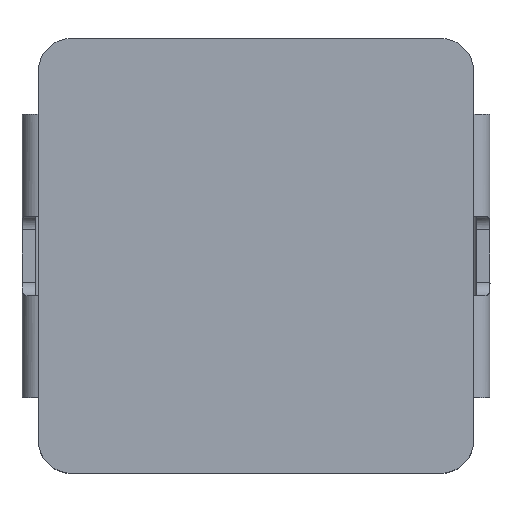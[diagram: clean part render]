
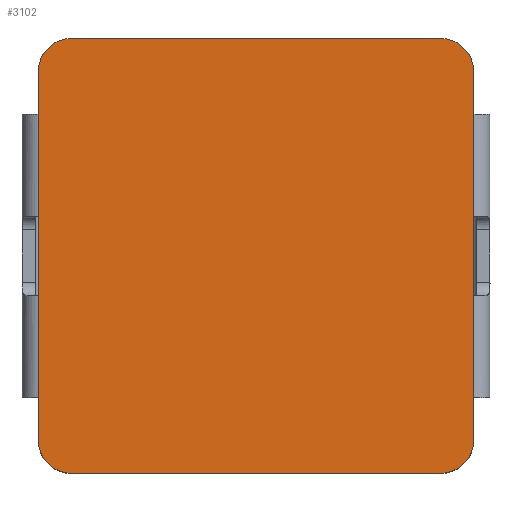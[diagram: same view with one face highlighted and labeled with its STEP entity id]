
A CAD part, top view. The second image highlights one B-rep face of the part: STEP entity #3102.
In plain terms, the highlighted face is planar.
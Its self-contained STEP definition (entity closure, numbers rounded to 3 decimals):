
#2792 = EDGE_CURVE('',#2793,#2795,#2797,.T.);
#2793 = VERTEX_POINT('',#2794);
#2794 = CARTESIAN_POINT('',(3.3,-2.8,-1.4));
#2795 = VERTEX_POINT('',#2796);
#2796 = CARTESIAN_POINT('',(3.3,2.8,-1.4));
#2797 = LINE('',#2798,#2799);
#2798 = CARTESIAN_POINT('',(3.3,-2.8,-1.4));
#2799 = VECTOR('',#2800,1.);
#2800 = DIRECTION('',(0.,1.,0.));
#2823 = EDGE_CURVE('',#2795,#2824,#2826,.T.);
#2824 = VERTEX_POINT('',#2825);
#2825 = CARTESIAN_POINT('',(2.8,3.3,-1.4));
#2826 = CIRCLE('',#2827,0.5);
#2827 = AXIS2_PLACEMENT_3D('',#2828,#2829,#2830);
#2828 = CARTESIAN_POINT('',(2.8,2.8,-1.4));
#2829 = DIRECTION('',(0.,-0.,1.));
#2830 = DIRECTION('',(0.,1.,0.));
#2867 = EDGE_CURVE('',#2824,#2868,#2870,.T.);
#2868 = VERTEX_POINT('',#2869);
#2869 = CARTESIAN_POINT('',(-2.8,3.3,-1.4));
#2870 = LINE('',#2871,#2872);
#2871 = CARTESIAN_POINT('',(2.8,3.3,-1.4));
#2872 = VECTOR('',#2873,1.);
#2873 = DIRECTION('',(-1.,0.,0.));
#2931 = EDGE_CURVE('',#2868,#2932,#2934,.T.);
#2932 = VERTEX_POINT('',#2933);
#2933 = CARTESIAN_POINT('',(-3.3,2.8,-1.4));
#2934 = CIRCLE('',#2935,0.5);
#2935 = AXIS2_PLACEMENT_3D('',#2936,#2937,#2938);
#2936 = CARTESIAN_POINT('',(-2.8,2.8,-1.4));
#2937 = DIRECTION('',(0.,-0.,1.));
#2938 = DIRECTION('',(0.,1.,0.));
#2956 = EDGE_CURVE('',#2932,#2957,#2959,.T.);
#2957 = VERTEX_POINT('',#2958);
#2958 = CARTESIAN_POINT('',(-3.3,-2.8,-1.4));
#2959 = LINE('',#2960,#2961);
#2960 = CARTESIAN_POINT('',(-3.3,2.8,-1.4));
#2961 = VECTOR('',#2962,1.);
#2962 = DIRECTION('',(0.,-1.,0.));
#2980 = EDGE_CURVE('',#2957,#2981,#2983,.T.);
#2981 = VERTEX_POINT('',#2982);
#2982 = CARTESIAN_POINT('',(-2.8,-3.3,-1.4));
#2983 = CIRCLE('',#2984,0.5);
#2984 = AXIS2_PLACEMENT_3D('',#2985,#2986,#2987);
#2985 = CARTESIAN_POINT('',(-2.8,-2.8,-1.4));
#2986 = DIRECTION('',(0.,-0.,1.));
#2987 = DIRECTION('',(0.,1.,0.));
#3066 = EDGE_CURVE('',#2981,#3067,#3069,.T.);
#3067 = VERTEX_POINT('',#3068);
#3068 = CARTESIAN_POINT('',(2.8,-3.3,-1.4));
#3069 = LINE('',#3070,#3071);
#3070 = CARTESIAN_POINT('',(-2.8,-3.3,-1.4));
#3071 = VECTOR('',#3072,1.);
#3072 = DIRECTION('',(1.,0.,0.));
#3088 = EDGE_CURVE('',#3067,#2793,#3089,.T.);
#3089 = CIRCLE('',#3090,0.5);
#3090 = AXIS2_PLACEMENT_3D('',#3091,#3092,#3093);
#3091 = CARTESIAN_POINT('',(2.8,-2.8,-1.4));
#3092 = DIRECTION('',(0.,-0.,1.));
#3093 = DIRECTION('',(0.,1.,0.));
#3102 = ADVANCED_FACE('',(#3103),#3113,.F.);
#3103 = FACE_BOUND('',#3104,.T.);
#3104 = EDGE_LOOP('',(#3105,#3106,#3107,#3108,#3109,#3110,#3111,#3112));
#3105 = ORIENTED_EDGE('',*,*,#2792,.F.);
#3106 = ORIENTED_EDGE('',*,*,#3088,.F.);
#3107 = ORIENTED_EDGE('',*,*,#3066,.F.);
#3108 = ORIENTED_EDGE('',*,*,#2980,.F.);
#3109 = ORIENTED_EDGE('',*,*,#2956,.F.);
#3110 = ORIENTED_EDGE('',*,*,#2931,.F.);
#3111 = ORIENTED_EDGE('',*,*,#2867,.F.);
#3112 = ORIENTED_EDGE('',*,*,#2823,.F.);
#3113 = PLANE('',#3114);
#3114 = AXIS2_PLACEMENT_3D('',#3115,#3116,#3117);
#3115 = CARTESIAN_POINT('',(2.8,2.8,-1.4));
#3116 = DIRECTION('',(0.,0.,1.));
#3117 = DIRECTION('',(1.,0.,-0.));
